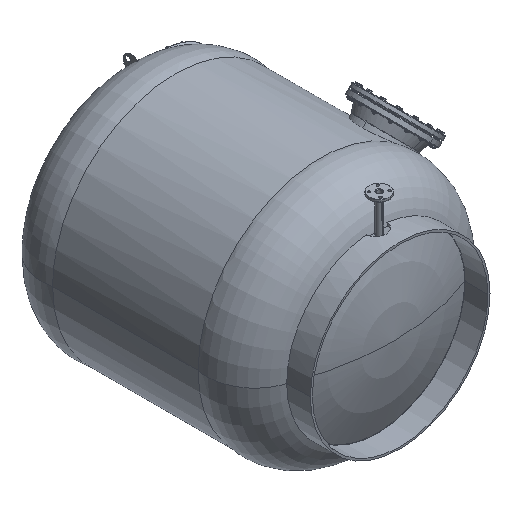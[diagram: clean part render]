
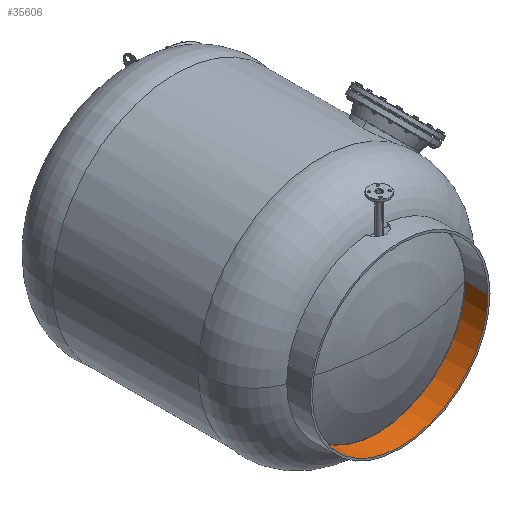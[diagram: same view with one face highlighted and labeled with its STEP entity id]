
A CAD part, isometric view. The second image highlights one B-rep face of the part: STEP entity #35606.
In plain terms, the highlighted cylindrical face has radius 650 mm (diameter 1300 mm), a partial arc.
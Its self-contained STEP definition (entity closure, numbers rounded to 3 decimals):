
#2103 = ORIENTED_EDGE ( 'NONE', *, *, #74128, .T. ) ;
#2973 = CYLINDRICAL_SURFACE ( 'NONE', #48944, 650. ) ;
#3464 = CARTESIAN_POINT ( 'NONE',  ( 1315., 170.5, -665. ) ) ;
#4130 = DIRECTION ( 'NONE',  ( 0., 1., 0. ) ) ;
#6810 = EDGE_LOOP ( 'NONE', ( #2103, #107478, #71962, #31038 ) ) ;
#9610 = VECTOR ( 'NONE', #20459, 1000. ) ;
#13177 = CARTESIAN_POINT ( 'NONE',  ( 1315., 170.5, -665. ) ) ;
#13468 = LINE ( 'NONE', #55795, #34630 ) ;
#19885 = VERTEX_POINT ( 'NONE', #102334 ) ;
#20459 = DIRECTION ( 'NONE',  ( 0., -1., 0. ) ) ;
#24281 = AXIS2_PLACEMENT_3D ( 'NONE', #80541, #4130, #103991 ) ;
#27083 = EDGE_CURVE ( 'NONE', #73771, #86154, #82263, .T. ) ;
#28525 = DIRECTION ( 'NONE',  ( 0., -1., 0. ) ) ;
#28611 = FACE_OUTER_BOUND ( 'NONE', #6810, .T. ) ;
#31038 = ORIENTED_EDGE ( 'NONE', *, *, #27083, .F. ) ;
#34630 = VECTOR ( 'NONE', #28525, 1000. ) ;
#35606 = ADVANCED_FACE ( 'NONE', ( #28611 ), #2973, .F. ) ;
#36425 = CARTESIAN_POINT ( 'NONE',  ( 665., 0., -665. ) ) ;
#42307 = DIRECTION ( 'NONE',  ( 0., 1., 0. ) ) ;
#48944 = AXIS2_PLACEMENT_3D ( 'NONE', #36425, #54223, #70424 ) ;
#49969 = EDGE_CURVE ( 'NONE', #86154, #19885, #107418, .T. ) ;
#52333 = CARTESIAN_POINT ( 'NONE',  ( 15., 170.5, -665. ) ) ;
#54223 = DIRECTION ( 'NONE',  ( 0., -1., 0. ) ) ;
#55795 = CARTESIAN_POINT ( 'NONE',  ( 15., 170.5, -665. ) ) ;
#62870 = VERTEX_POINT ( 'NONE', #52333 ) ;
#67384 = CARTESIAN_POINT ( 'NONE',  ( 665., 1., -665. ) ) ;
#70424 = DIRECTION ( 'NONE',  ( 1., 0., 0. ) ) ;
#71962 = ORIENTED_EDGE ( 'NONE', *, *, #49969, .F. ) ;
#73771 = VERTEX_POINT ( 'NONE', #3464 ) ;
#74128 = EDGE_CURVE ( 'NONE', #73771, #62870, #107980, .T. ) ;
#74570 = CARTESIAN_POINT ( 'NONE',  ( 1315., 1., -665. ) ) ;
#80541 = CARTESIAN_POINT ( 'NONE',  ( 665., 170.5, -665. ) ) ;
#82263 = LINE ( 'NONE', #13177, #9610 ) ;
#86041 = AXIS2_PLACEMENT_3D ( 'NONE', #67384, #42307, #101461 ) ;
#86154 = VERTEX_POINT ( 'NONE', #74570 ) ;
#101461 = DIRECTION ( 'NONE',  ( 1., 0., 0. ) ) ;
#102334 = CARTESIAN_POINT ( 'NONE',  ( 15., 1., -665. ) ) ;
#103991 = DIRECTION ( 'NONE',  ( 1., 0., 0. ) ) ;
#106674 = EDGE_CURVE ( 'NONE', #62870, #19885, #13468, .T. ) ;
#107418 = CIRCLE ( 'NONE', #86041, 650. ) ;
#107478 = ORIENTED_EDGE ( 'NONE', *, *, #106674, .T. ) ;
#107980 = CIRCLE ( 'NONE', #24281, 650. ) ;
